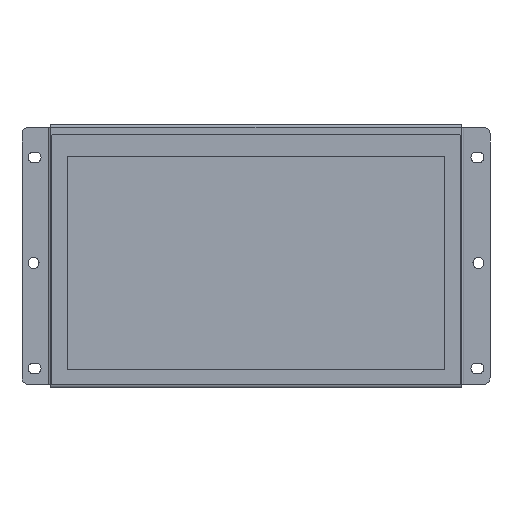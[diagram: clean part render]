
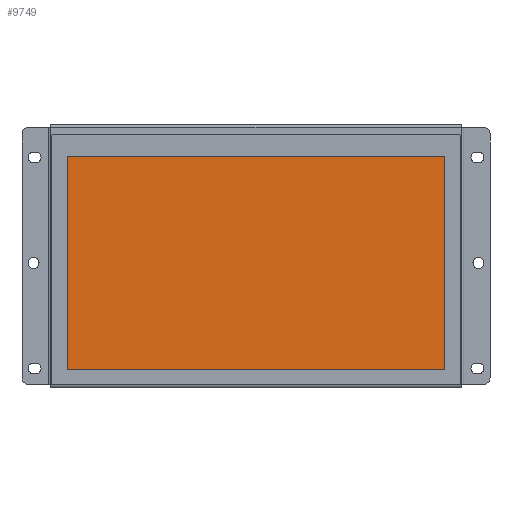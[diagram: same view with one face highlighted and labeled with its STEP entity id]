
A CAD part, front view. The second image highlights one B-rep face of the part: STEP entity #9749.
In plain terms, the highlighted face is planar.
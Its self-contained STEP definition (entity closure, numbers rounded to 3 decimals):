
#9442=DIRECTION('',(0.,0.,1.));
#9443=VECTOR('',#9442,62.8);
#9444=CARTESIAN_POINT('',(-55.45,1.2,-32.3));
#9445=LINE('',#9444,#9443);
#9446=DIRECTION('',(-1.,0.,0.));
#9447=VECTOR('',#9446,110.9);
#9448=CARTESIAN_POINT('',(55.45,1.2,-32.3));
#9449=LINE('',#9448,#9447);
#9450=DIRECTION('',(0.,0.,-1.));
#9451=VECTOR('',#9450,62.8);
#9452=CARTESIAN_POINT('',(55.45,1.2,30.5));
#9453=LINE('',#9452,#9451);
#9454=DIRECTION('',(1.,0.,0.));
#9455=VECTOR('',#9454,110.9);
#9456=CARTESIAN_POINT('',(-55.45,1.2,30.5));
#9457=LINE('',#9456,#9455);
#9490=CARTESIAN_POINT('',(-55.45,1.2,-32.3));
#9491=CARTESIAN_POINT('',(-55.45,1.2,30.5));
#9492=VERTEX_POINT('',#9490);
#9493=VERTEX_POINT('',#9491);
#9494=CARTESIAN_POINT('',(55.45,1.2,30.5));
#9495=VERTEX_POINT('',#9494);
#9496=CARTESIAN_POINT('',(55.45,1.2,-32.3));
#9497=VERTEX_POINT('',#9496);
#9738=CARTESIAN_POINT('',(0.,1.2,0.));
#9739=DIRECTION('',(0.,1.,0.));
#9740=DIRECTION('',(1.,0.,0.));
#9741=AXIS2_PLACEMENT_3D('',#9738,#9739,#9740);
#9742=PLANE('',#9741);
#9743=ORIENTED_EDGE('',*,*,#9690,.F.);
#9744=ORIENTED_EDGE('',*,*,#9705,.F.);
#9745=ORIENTED_EDGE('',*,*,#9719,.F.);
#9746=ORIENTED_EDGE('',*,*,#9732,.F.);
#9747=EDGE_LOOP('',(#9743,#9744,#9745,#9746));
#9748=FACE_OUTER_BOUND('',#9747,.F.);
#9749=ADVANCED_FACE('',(#9748),#9742,.T.);
#9690=EDGE_CURVE('',#9492,#9493,#9445,.T.);
#9705=EDGE_CURVE('',#9497,#9492,#9449,.T.);
#9719=EDGE_CURVE('',#9495,#9497,#9453,.T.);
#9732=EDGE_CURVE('',#9493,#9495,#9457,.T.);
